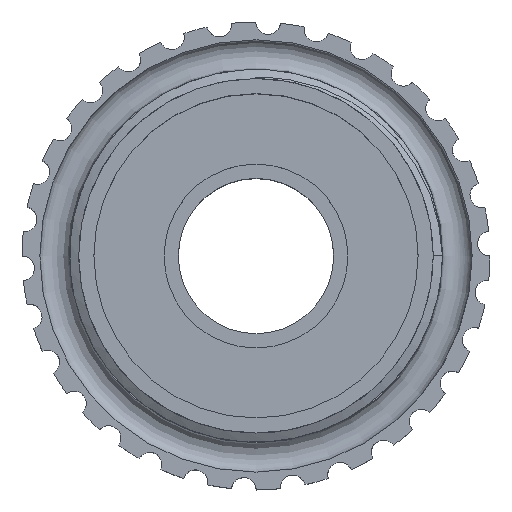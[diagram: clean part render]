
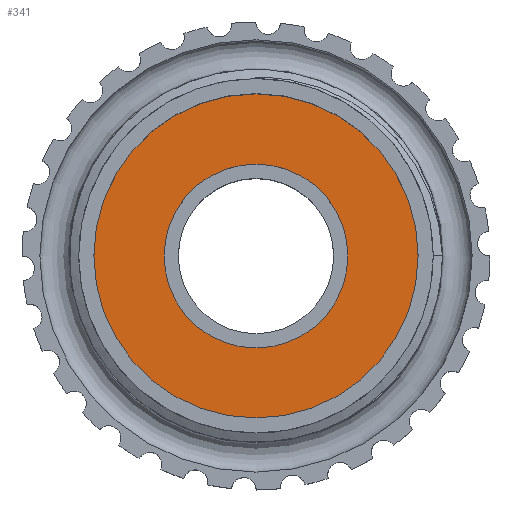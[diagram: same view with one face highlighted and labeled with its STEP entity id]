
A CAD part, top view. The second image highlights one B-rep face of the part: STEP entity #341.
In plain terms, the highlighted planar face has unit normal (0, 0, 1).
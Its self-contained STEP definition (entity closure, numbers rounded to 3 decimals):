
#164 = CYLINDRICAL_SURFACE('',#165,10.95);
#165 = AXIS2_PLACEMENT_3D('',#166,#167,#168);
#166 = CARTESIAN_POINT('',(0.,0.,27.));
#167 = DIRECTION('',(0.,0.,1.));
#168 = DIRECTION('',(1.,0.,-0.));
#237 = VERTEX_POINT('',#238);
#238 = CARTESIAN_POINT('',(10.95,0.,24.));
#259 = EDGE_CURVE('',#237,#237,#260,.T.);
#260 = SURFACE_CURVE('',#261,(#266,#273),.PCURVE_S1.);
#261 = CIRCLE('',#262,10.95);
#262 = AXIS2_PLACEMENT_3D('',#263,#264,#265);
#263 = CARTESIAN_POINT('',(0.,0.,24.));
#264 = DIRECTION('',(0.,0.,1.));
#265 = DIRECTION('',(1.,0.,-0.));
#266 = PCURVE('',#164,#267);
#267 = DEFINITIONAL_REPRESENTATION('',(#268),#272);
#268 = LINE('',#269,#270);
#269 = CARTESIAN_POINT('',(0.,-3.));
#270 = VECTOR('',#271,1.);
#271 = DIRECTION('',(1.,0.));
#272 = ( GEOMETRIC_REPRESENTATION_CONTEXT(2) 
PARAMETRIC_REPRESENTATION_CONTEXT() REPRESENTATION_CONTEXT('2D SPACE',''
  ) );
#273 = PCURVE('',#274,#279);
#274 = PLANE('',#275);
#275 = AXIS2_PLACEMENT_3D('',#276,#277,#278);
#276 = CARTESIAN_POINT('',(0.,0.,24.));
#277 = DIRECTION('',(0.,0.,1.));
#278 = DIRECTION('',(1.,0.,-0.));
#279 = DEFINITIONAL_REPRESENTATION('',(#280),#284);
#280 = CIRCLE('',#281,10.95);
#281 = AXIS2_PLACEMENT_2D('',#282,#283);
#282 = CARTESIAN_POINT('',(0.,0.));
#283 = DIRECTION('',(1.,-0.));
#284 = ( GEOMETRIC_REPRESENTATION_CONTEXT(2) 
PARAMETRIC_REPRESENTATION_CONTEXT() REPRESENTATION_CONTEXT('2D SPACE',''
  ) );
#341 = ADVANCED_FACE('',(#342,#345),#274,.T.);
#342 = FACE_BOUND('',#343,.F.);
#343 = EDGE_LOOP('',(#344));
#344 = ORIENTED_EDGE('',*,*,#259,.T.);
#345 = FACE_BOUND('',#346,.F.);
#346 = EDGE_LOOP('',(#347));
#347 = ORIENTED_EDGE('',*,*,#348,.F.);
#348 = EDGE_CURVE('',#349,#349,#351,.T.);
#349 = VERTEX_POINT('',#350);
#350 = CARTESIAN_POINT('',(19.318,0.,24.));
#351 = SURFACE_CURVE('',#352,(#357,#364),.PCURVE_S1.);
#352 = CIRCLE('',#353,19.318);
#353 = AXIS2_PLACEMENT_3D('',#354,#355,#356);
#354 = CARTESIAN_POINT('',(0.,0.,24.));
#355 = DIRECTION('',(0.,0.,1.));
#356 = DIRECTION('',(1.,0.,-0.));
#357 = PCURVE('',#274,#358);
#358 = DEFINITIONAL_REPRESENTATION('',(#359),#363);
#359 = CIRCLE('',#360,19.318);
#360 = AXIS2_PLACEMENT_2D('',#361,#362);
#361 = CARTESIAN_POINT('',(0.,0.));
#362 = DIRECTION('',(1.,-0.));
#363 = ( GEOMETRIC_REPRESENTATION_CONTEXT(2) 
PARAMETRIC_REPRESENTATION_CONTEXT() REPRESENTATION_CONTEXT('2D SPACE',''
  ) );
#364 = PCURVE('',#365,#370);
#365 = CYLINDRICAL_SURFACE('',#366,19.318);
#366 = AXIS2_PLACEMENT_3D('',#367,#368,#369);
#367 = CARTESIAN_POINT('',(0.,0.,34.));
#368 = DIRECTION('',(0.,0.,1.));
#369 = DIRECTION('',(1.,0.,-0.));
#370 = DEFINITIONAL_REPRESENTATION('',(#371),#375);
#371 = LINE('',#372,#373);
#372 = CARTESIAN_POINT('',(0.,-10.));
#373 = VECTOR('',#374,1.);
#374 = DIRECTION('',(1.,0.));
#375 = ( GEOMETRIC_REPRESENTATION_CONTEXT(2) 
PARAMETRIC_REPRESENTATION_CONTEXT() REPRESENTATION_CONTEXT('2D SPACE',''
  ) );
